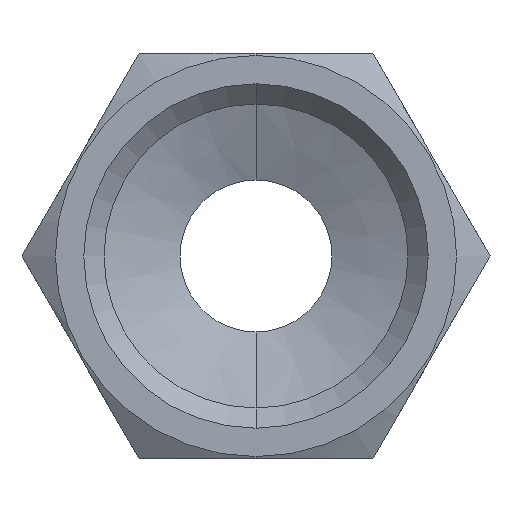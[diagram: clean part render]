
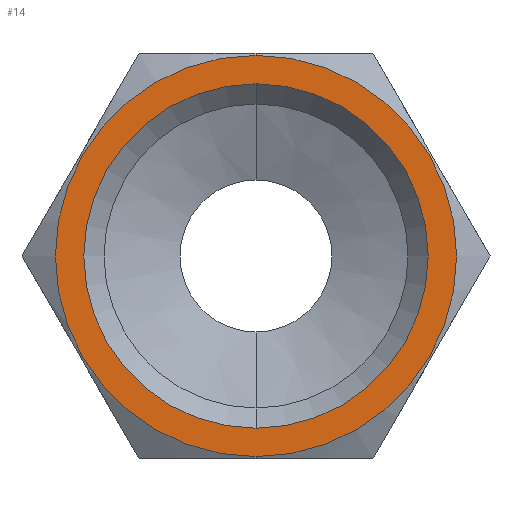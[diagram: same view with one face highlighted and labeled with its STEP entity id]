
A CAD part, front view. The second image highlights one B-rep face of the part: STEP entity #14.
In plain terms, the highlighted planar face has unit normal (0, -1, 0).
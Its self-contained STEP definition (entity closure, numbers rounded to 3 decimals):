
#14 = ADVANCED_FACE ( 'NONE', ( #957, #939 ), #780, .T. ) ;
#17 = EDGE_CURVE ( 'NONE', #1009, #387, #174, .T. ) ;
#20 = EDGE_CURVE ( 'NONE', #972, #412, #193, .T. ) ;
#80 = EDGE_CURVE ( 'NONE', #412, #972, #1208, .T. ) ;
#136 = EDGE_CURVE ( 'NONE', #387, #1009, #831, .T. ) ;
#174 = CIRCLE ( 'NONE', #198, 8.5 ) ;
#191 = AXIS2_PLACEMENT_3D ( 'NONE', #792, #786, #785 ) ;
#193 = CIRCLE ( 'NONE', #191, 9.9 ) ;
#198 = AXIS2_PLACEMENT_3D ( 'NONE', #782, #803, #802 ) ;
#200 = AXIS2_PLACEMENT_3D ( 'NONE', #505, #804, #790 ) ;
#269 = CARTESIAN_POINT ( 'NONE',  ( 0., 0., 8.5 ) ) ;
#301 = CARTESIAN_POINT ( 'NONE',  ( 0., 0., -9.9 ) ) ;
#328 = CARTESIAN_POINT ( 'NONE',  ( 0., 0., 9.9 ) ) ;
#349 = CARTESIAN_POINT ( 'NONE',  ( 0., 0., 0. ) ) ;
#350 = DIRECTION ( 'NONE',  ( 0., -1., 0. ) ) ;
#351 = DIRECTION ( 'NONE',  ( 0., 0., -1. ) ) ;
#352 = CARTESIAN_POINT ( 'NONE',  ( 0., 0., -8.5 ) ) ;
#387 = VERTEX_POINT ( 'NONE', #352 ) ;
#397 = EDGE_LOOP ( 'NONE', ( #1012, #1110 ) ) ;
#407 = EDGE_LOOP ( 'NONE', ( #1109, #1107 ) ) ;
#412 = VERTEX_POINT ( 'NONE', #328 ) ;
#505 = CARTESIAN_POINT ( 'NONE',  ( 0., 0., 0. ) ) ;
#598 = DIRECTION ( 'NONE',  ( 0., 0., -1. ) ) ;
#599 = DIRECTION ( 'NONE',  ( 0., -1., 0. ) ) ;
#600 = CARTESIAN_POINT ( 'NONE',  ( 0., 0., 0. ) ) ;
#780 = PLANE ( 'NONE',  #200 ) ;
#782 = CARTESIAN_POINT ( 'NONE',  ( 0., 0., 0. ) ) ;
#785 = DIRECTION ( 'NONE',  ( 0., 0., -1. ) ) ;
#786 = DIRECTION ( 'NONE',  ( 0., -1., 0. ) ) ;
#790 = DIRECTION ( 'NONE',  ( 0., 0., -1. ) ) ;
#792 = CARTESIAN_POINT ( 'NONE',  ( 0., 0., 0. ) ) ;
#802 = DIRECTION ( 'NONE',  ( 0., 0., -1. ) ) ;
#803 = DIRECTION ( 'NONE',  ( 0., -1., 0. ) ) ;
#804 = DIRECTION ( 'NONE',  ( 0., -1., 0. ) ) ;
#830 = AXIS2_PLACEMENT_3D ( 'NONE', #349, #350, #351 ) ;
#831 = CIRCLE ( 'NONE', #830, 8.5 ) ;
#939 = FACE_OUTER_BOUND ( 'NONE', #407, .T. ) ;
#957 = FACE_BOUND ( 'NONE', #397, .T. ) ;
#972 = VERTEX_POINT ( 'NONE', #301 ) ;
#1009 = VERTEX_POINT ( 'NONE', #269 ) ;
#1012 = ORIENTED_EDGE ( 'NONE', *, *, #136, .F. ) ;
#1107 = ORIENTED_EDGE ( 'NONE', *, *, #20, .T. ) ;
#1109 = ORIENTED_EDGE ( 'NONE', *, *, #80, .T. ) ;
#1110 = ORIENTED_EDGE ( 'NONE', *, *, #17, .F. ) ;
#1206 = AXIS2_PLACEMENT_3D ( 'NONE', #600, #599, #598 ) ;
#1208 = CIRCLE ( 'NONE', #1206, 9.9 ) ;
